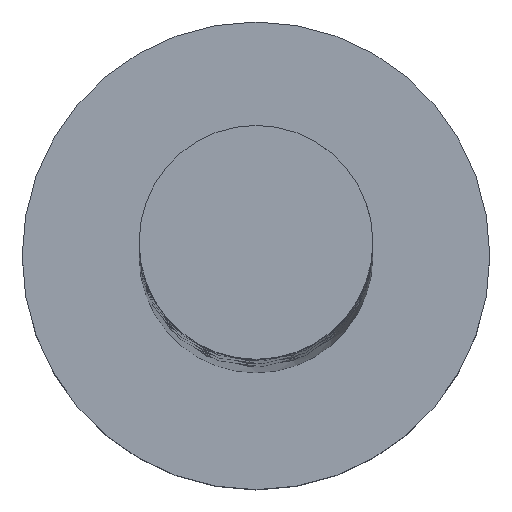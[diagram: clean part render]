
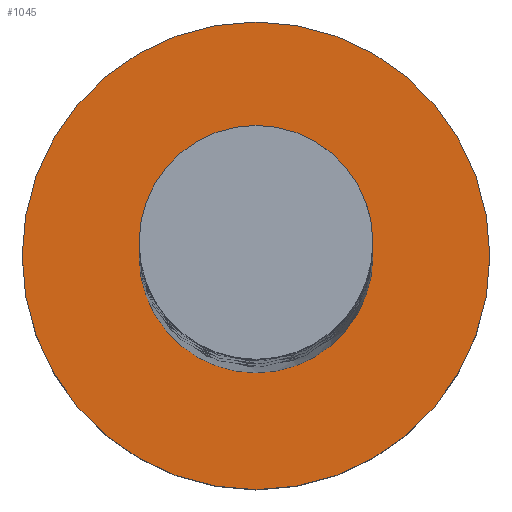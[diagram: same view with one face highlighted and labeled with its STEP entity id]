
A CAD part, top view. The second image highlights one B-rep face of the part: STEP entity #1045.
In plain terms, the highlighted planar face has unit normal (0, 0, 1).
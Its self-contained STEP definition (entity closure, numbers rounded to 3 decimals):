
#17 = CARTESIAN_POINT ( 'NONE',  ( 0., 0., 3. ) ) ;
#46 = CARTESIAN_POINT ( 'NONE',  ( -4., 0., 3. ) ) ;
#62 = AXIS2_PLACEMENT_3D ( 'NONE', #264, #1402, #126 ) ;
#110 = DIRECTION ( 'NONE',  ( 0., 0., 1. ) ) ;
#126 = DIRECTION ( 'NONE',  ( 1., 0., 0. ) ) ;
#131 = ORIENTED_EDGE ( 'NONE', *, *, #612, .T. ) ;
#169 = AXIS2_PLACEMENT_3D ( 'NONE', #874, #634, #761 ) ;
#210 = DIRECTION ( 'NONE',  ( 1., 0., 0. ) ) ;
#264 = CARTESIAN_POINT ( 'NONE',  ( 0., 0., 3. ) ) ;
#290 = DIRECTION ( 'NONE',  ( 1., 0., 0. ) ) ;
#303 = VERTEX_POINT ( 'NONE', #46 ) ;
#353 = CIRCLE ( 'NONE', #798, 2. ) ;
#372 = EDGE_LOOP ( 'NONE', ( #1328, #131 ) ) ;
#461 = ORIENTED_EDGE ( 'NONE', *, *, #923, .F. ) ;
#481 = CIRCLE ( 'NONE', #889, 4. ) ;
#513 = FACE_OUTER_BOUND ( 'NONE', #372, .T. ) ;
#612 = EDGE_CURVE ( 'NONE', #1107, #303, #774, .T. ) ;
#634 = DIRECTION ( 'NONE',  ( 0., 0., 1. ) ) ;
#674 = FACE_BOUND ( 'NONE', #1199, .T. ) ;
#761 = DIRECTION ( 'NONE',  ( 1., 0., 0. ) ) ;
#768 = PLANE ( 'NONE',  #860 ) ;
#774 = CIRCLE ( 'NONE', #62, 4. ) ;
#798 = AXIS2_PLACEMENT_3D ( 'NONE', #930, #901, #1416 ) ;
#835 = EDGE_CURVE ( 'NONE', #303, #1107, #481, .T. ) ;
#860 = AXIS2_PLACEMENT_3D ( 'NONE', #17, #1184, #290 ) ;
#872 = VERTEX_POINT ( 'NONE', #907 ) ;
#874 = CARTESIAN_POINT ( 'NONE',  ( 0., 0., 3. ) ) ;
#889 = AXIS2_PLACEMENT_3D ( 'NONE', #1262, #110, #210 ) ;
#901 = DIRECTION ( 'NONE',  ( 0., 0., 1. ) ) ;
#907 = CARTESIAN_POINT ( 'NONE',  ( -2., 0., 3. ) ) ;
#923 = EDGE_CURVE ( 'NONE', #986, #872, #970, .T. ) ;
#930 = CARTESIAN_POINT ( 'NONE',  ( 0., 0., 3. ) ) ;
#970 = CIRCLE ( 'NONE', #169, 2. ) ;
#986 = VERTEX_POINT ( 'NONE', #1047 ) ;
#1045 = ADVANCED_FACE ( 'NONE', ( #674, #513 ), #768, .T. ) ;
#1047 = CARTESIAN_POINT ( 'NONE',  ( 2., 0., 3. ) ) ;
#1061 = ORIENTED_EDGE ( 'NONE', *, *, #1128, .F. ) ;
#1107 = VERTEX_POINT ( 'NONE', #1287 ) ;
#1128 = EDGE_CURVE ( 'NONE', #872, #986, #353, .T. ) ;
#1184 = DIRECTION ( 'NONE',  ( 0., 0., 1. ) ) ;
#1199 = EDGE_LOOP ( 'NONE', ( #1061, #461 ) ) ;
#1262 = CARTESIAN_POINT ( 'NONE',  ( 0., 0., 3. ) ) ;
#1287 = CARTESIAN_POINT ( 'NONE',  ( 4., 0., 3. ) ) ;
#1328 = ORIENTED_EDGE ( 'NONE', *, *, #835, .T. ) ;
#1402 = DIRECTION ( 'NONE',  ( 0., 0., 1. ) ) ;
#1416 = DIRECTION ( 'NONE',  ( 1., 0., 0. ) ) ;
